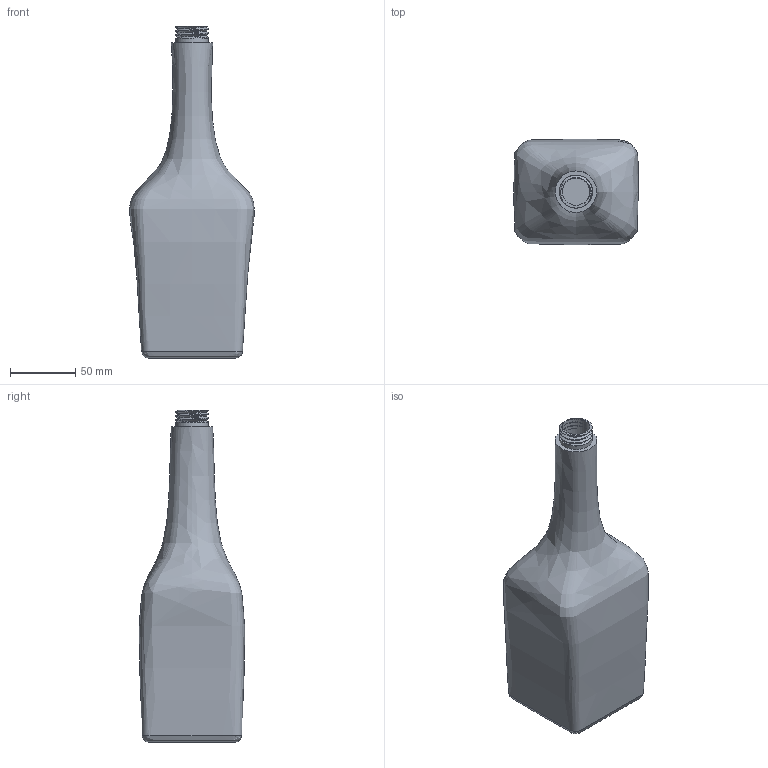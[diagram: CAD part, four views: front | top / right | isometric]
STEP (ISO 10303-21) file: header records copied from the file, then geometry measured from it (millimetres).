
FILE_DESCRIPTION(/* description */ (''),/* implementation_level */ '2;1');
FILE_NAME(/* name */ 'Glass Bottle v1.step',/* time_stamp */ '2024-04-05T01:39:30-04:00',/* author */ (''),/* organization */ (''),/* preprocessor_version */ 'ST-DEVELOPER v20',/* originating_system */ 'Autodesk Translation Framework v12.20.1.177',/* authorisation */ '');
FILE_SCHEMA (('AUTOMOTIVE_DESIGN { 1 0 10303 214 3 1 1 }'));
Length unit declared in the file: inch
Products named in the file (2): Glass Bottle; Bottle
Assembly tree (1 placements, depth 2):
  Glass Bottle
    Bottle
Bounding box: 95.29 x 80.63 x 254 mm (x, y, z)
Volume: 133904.6 mm3; surface area: 120295.6 mm2
Topology: 1 solids, 1 shells, 21 faces, 78 edges, 62 vertices
Faces by surface type: cylinder 9, bspline 6, plane 6
Full cylindrical faces by diameter (mm): 20.828 x1, 21.62 x2, 25.209 x3
Entity records: 13200 total; most frequent: CARTESIAN_POINT 12578, ORIENTED_EDGE 156, EDGE_CURVE 78, DIRECTION 64, VERTEX_POINT 62, B_SPLINE_CURVE_WITH_KNOTS 60, AXIS2_PLACEMENT_3D 28, EDGE_LOOP 24
